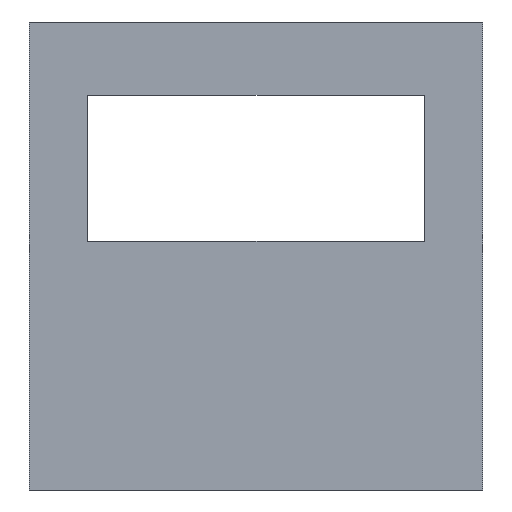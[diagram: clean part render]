
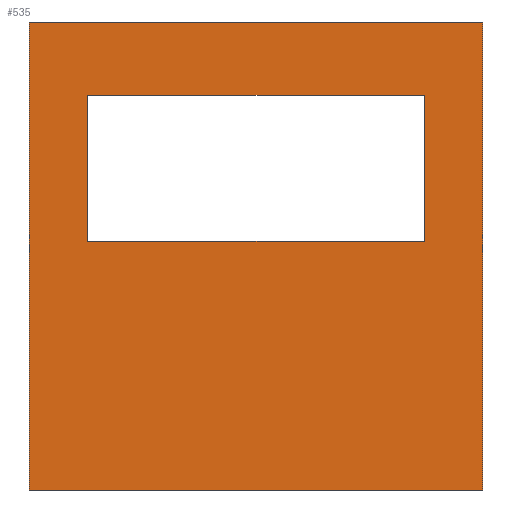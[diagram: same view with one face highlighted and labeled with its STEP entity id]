
A CAD part, left-side view. The second image highlights one B-rep face of the part: STEP entity #535.
In plain terms, the highlighted planar face has unit normal (-1, 0, 0).
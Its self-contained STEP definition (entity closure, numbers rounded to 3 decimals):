
#25=FACE_BOUND('',#106,.T.);
#45=PLANE('',#582);
#70=FACE_OUTER_BOUND('',#105,.T.);
#105=EDGE_LOOP('',(#496,#497,#498,#499));
#106=EDGE_LOOP('',(#500,#501,#502,#503));
#121=LINE('',#763,#185);
#133=LINE('',#787,#197);
#136=LINE('',#793,#200);
#139=LINE('',#797,#203);
#160=LINE('',#840,#224);
#165=LINE('',#849,#229);
#170=LINE('',#858,#234);
#171=LINE('',#860,#235);
#185=VECTOR('',#629,10.);
#197=VECTOR('',#649,10.);
#200=VECTOR('',#654,10.);
#203=VECTOR('',#659,10.);
#224=VECTOR('',#692,10.);
#229=VECTOR('',#701,10.);
#234=VECTOR('',#710,10.);
#235=VECTOR('',#713,10.);
#260=VERTEX_POINT('',#760);
#261=VERTEX_POINT('',#762);
#269=VERTEX_POINT('',#786);
#271=VERTEX_POINT('',#792);
#286=VERTEX_POINT('',#836);
#287=VERTEX_POINT('',#838);
#289=VERTEX_POINT('',#847);
#291=VERTEX_POINT('',#856);
#313=EDGE_CURVE('',#261,#260,#121,.T.);
#325=EDGE_CURVE('',#269,#261,#133,.T.);
#328=EDGE_CURVE('',#271,#269,#136,.T.);
#331=EDGE_CURVE('',#260,#271,#139,.T.);
#352=EDGE_CURVE('',#287,#286,#160,.T.);
#357=EDGE_CURVE('',#289,#287,#165,.T.);
#362=EDGE_CURVE('',#291,#286,#170,.T.);
#363=EDGE_CURVE('',#289,#291,#171,.T.);
#496=ORIENTED_EDGE('',*,*,#363,.T.);
#497=ORIENTED_EDGE('',*,*,#362,.T.);
#498=ORIENTED_EDGE('',*,*,#352,.F.);
#499=ORIENTED_EDGE('',*,*,#357,.F.);
#500=ORIENTED_EDGE('',*,*,#328,.T.);
#501=ORIENTED_EDGE('',*,*,#325,.T.);
#502=ORIENTED_EDGE('',*,*,#313,.T.);
#503=ORIENTED_EDGE('',*,*,#331,.T.);
#535=ADVANCED_FACE('',(#70,#25),#45,.T.);
#582=AXIS2_PLACEMENT_3D('',#859,#711,#712);
#629=DIRECTION('',(0.,0.,1.));
#649=DIRECTION('',(0.,1.,0.));
#654=DIRECTION('',(0.,0.,-1.));
#659=DIRECTION('',(0.,-1.,0.));
#692=DIRECTION('',(0.,-1.,0.));
#701=DIRECTION('',(0.,0.,1.));
#710=DIRECTION('',(0.,0.,1.));
#711=DIRECTION('center_axis',(-1.,0.,0.));
#712=DIRECTION('ref_axis',(0.,-1.,0.));
#713=DIRECTION('',(0.,-1.,0.));
#760=CARTESIAN_POINT('',(0.,27.,27.));
#762=CARTESIAN_POINT('',(0.,27.,17.));
#763=CARTESIAN_POINT('',(0.,27.,13.5));
#786=CARTESIAN_POINT('',(0.,4.,17.));
#787=CARTESIAN_POINT('',(0.,29.,17.));
#792=CARTESIAN_POINT('',(0.,4.,27.));
#793=CARTESIAN_POINT('',(0.,4.,8.5));
#797=CARTESIAN_POINT('',(0.,17.5,27.));
#836=CARTESIAN_POINT('',(0.,0.,32.));
#838=CARTESIAN_POINT('',(0.,31.,32.));
#840=CARTESIAN_POINT('',(0.,0.,32.));
#847=CARTESIAN_POINT('',(0.,31.,0.));
#849=CARTESIAN_POINT('',(0.,31.,0.));
#856=CARTESIAN_POINT('',(0.,0.,0.));
#858=CARTESIAN_POINT('',(0.,0.,0.));
#859=CARTESIAN_POINT('Origin',(0.,31.,0.));
#860=CARTESIAN_POINT('',(0.,31.,0.));
